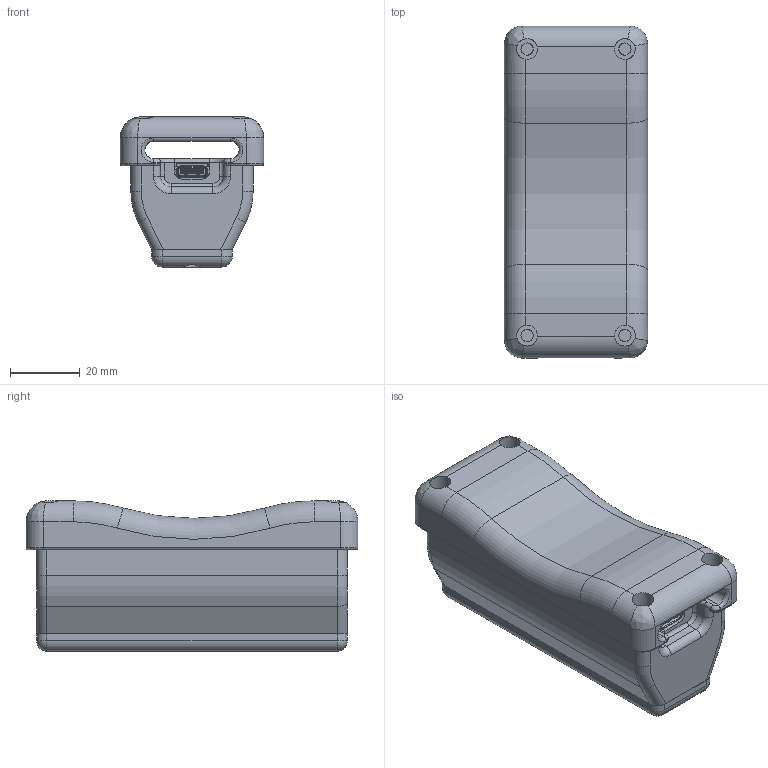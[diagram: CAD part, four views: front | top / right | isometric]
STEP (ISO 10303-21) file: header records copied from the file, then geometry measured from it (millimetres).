
FILE_DESCRIPTION(/* description */ (''),/* implementation_level */ '2;1');
FILE_NAME();
FILE_SCHEMA (('AUTOMOTIVE_DESIGN { 1 0 10303 214 3 1 1 1 }'));
Products named in the file (10): CASE03; CASE02; BATTERY_CONTACT_02; BATTERY_CONTACT_01; SWITCH; CASE01; 18650; BMI160; ESP32; ESP32_TRACKER
Assembly tree (9 placements, depth 2):
  ESP32_TRACKER
    ESP32
    BMI160
    18650
    CASE01
    SWITCH
    BATTERY_CONTACT_01
    BATTERY_CONTACT_02
    CASE02
    CASE03
Bounding box: 41 x 95 x 43 mm (x, y, z)
Volume: 93800.1 mm3; surface area: 54002.1 mm2
Topology: 192 solids, 192 shells, 5012 faces, 12752 edges, 8130 vertices
Faces by surface type: plane 3539, cylinder 1061, torus 148, bspline 138, sphere 102, cone 24
Full cylindrical faces by diameter (mm): 0.2 x12, 0.5 x3, 0.75 x12, 1.1 x30, 1.75 x12, 2.5 x2, 3 x2, 3.2 x4, 3.5 x6, 5 x6, 6 x6, 7.2 x1, 18.2 x1
Entity records: 157588 total; most frequent: CARTESIAN_POINT 30825, ORIENTED_EDGE 25220, DIRECTION 24322, EDGE_CURVE 12610, LINE 9856, VECTOR 9856, VERTEX_POINT 8125, AXIS2_PLACEMENT_3D 7233
